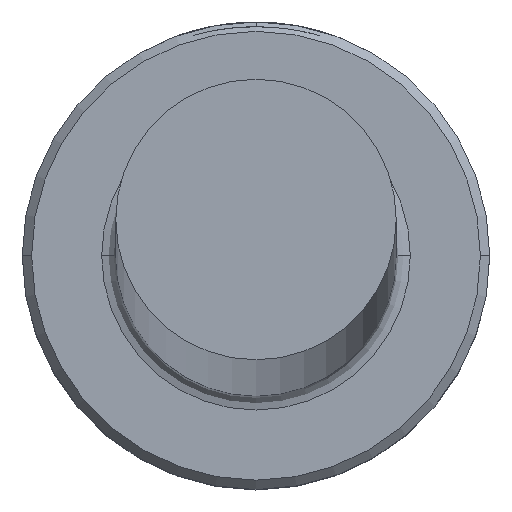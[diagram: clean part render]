
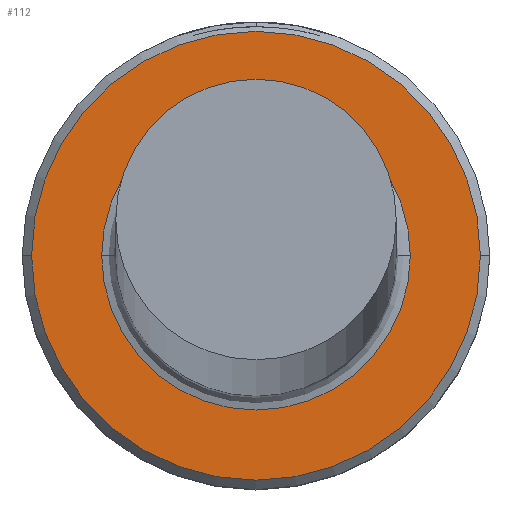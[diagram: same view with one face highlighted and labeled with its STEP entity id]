
A CAD part, top view. The second image highlights one B-rep face of the part: STEP entity #112.
In plain terms, the highlighted planar face has unit normal (0, 0, 1).
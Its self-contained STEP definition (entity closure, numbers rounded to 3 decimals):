
#11 = EDGE_LOOP ( 'NONE', ( #985, #174 ) ) ;
#42 = FACE_BOUND ( 'NONE', #441, .T. ) ;
#83 = EDGE_CURVE ( 'NONE', #766, #456, #314, .T. ) ;
#92 = AXIS2_PLACEMENT_3D ( 'NONE', #672, #128, #769 ) ;
#112 = ADVANCED_FACE ( 'NONE', ( #741, #42 ), #1001, .T. ) ;
#128 = DIRECTION ( 'NONE',  ( 0., 0., -1. ) ) ;
#151 = CIRCLE ( 'NONE', #280, 4.8 ) ;
#174 = ORIENTED_EDGE ( 'NONE', *, *, #251, .T. ) ;
#200 = CARTESIAN_POINT ( 'NONE',  ( 0., 0., 6. ) ) ;
#251 = EDGE_CURVE ( 'NONE', #456, #766, #151, .T. ) ;
#260 = DIRECTION ( 'NONE',  ( 1., 0., 0. ) ) ;
#262 = DIRECTION ( 'NONE',  ( 0., 0., 1. ) ) ;
#280 = AXIS2_PLACEMENT_3D ( 'NONE', #799, #605, #515 ) ;
#287 = DIRECTION ( 'NONE',  ( -1., 0., 0. ) ) ;
#314 = CIRCLE ( 'NONE', #612, 4.8 ) ;
#328 = EDGE_CURVE ( 'NONE', #537, #881, #843, .T. ) ;
#346 = CARTESIAN_POINT ( 'NONE',  ( 0., 0., 6. ) ) ;
#372 = CARTESIAN_POINT ( 'NONE',  ( 0., 0., 6. ) ) ;
#432 = ORIENTED_EDGE ( 'NONE', *, *, #328, .T. ) ;
#441 = EDGE_LOOP ( 'NONE', ( #432, #708 ) ) ;
#456 = VERTEX_POINT ( 'NONE', #876 ) ;
#515 = DIRECTION ( 'NONE',  ( 1., 0., 0. ) ) ;
#537 = VERTEX_POINT ( 'NONE', #634 ) ;
#593 = AXIS2_PLACEMENT_3D ( 'NONE', #200, #839, #287 ) ;
#605 = DIRECTION ( 'NONE',  ( 0., 0., 1. ) ) ;
#612 = AXIS2_PLACEMENT_3D ( 'NONE', #346, #262, #260 ) ;
#634 = CARTESIAN_POINT ( 'NONE',  ( -3.3, 0., 6. ) ) ;
#642 = CARTESIAN_POINT ( 'NONE',  ( 3.3, 0., 6. ) ) ;
#672 = CARTESIAN_POINT ( 'NONE',  ( 0., 0., 6. ) ) ;
#708 = ORIENTED_EDGE ( 'NONE', *, *, #1063, .T. ) ;
#741 = FACE_OUTER_BOUND ( 'NONE', #11, .T. ) ;
#766 = VERTEX_POINT ( 'NONE', #1018 ) ;
#769 = DIRECTION ( 'NONE',  ( -1., 0., 0. ) ) ;
#799 = CARTESIAN_POINT ( 'NONE',  ( 0., 0., 6. ) ) ;
#839 = DIRECTION ( 'NONE',  ( 0., 0., -1. ) ) ;
#843 = CIRCLE ( 'NONE', #593, 3.3 ) ;
#876 = CARTESIAN_POINT ( 'NONE',  ( 4.8, 0., 6. ) ) ;
#881 = VERTEX_POINT ( 'NONE', #642 ) ;
#985 = ORIENTED_EDGE ( 'NONE', *, *, #83, .T. ) ;
#1001 = PLANE ( 'NONE',  #1084 ) ;
#1018 = CARTESIAN_POINT ( 'NONE',  ( -4.8, 0., 6. ) ) ;
#1063 = EDGE_CURVE ( 'NONE', #881, #537, #1111, .T. ) ;
#1075 = DIRECTION ( 'NONE',  ( 1., 0., 0. ) ) ;
#1084 = AXIS2_PLACEMENT_3D ( 'NONE', #372, #1095, #1075 ) ;
#1095 = DIRECTION ( 'NONE',  ( 0., 0., 1. ) ) ;
#1111 = CIRCLE ( 'NONE', #92, 3.3 ) ;
